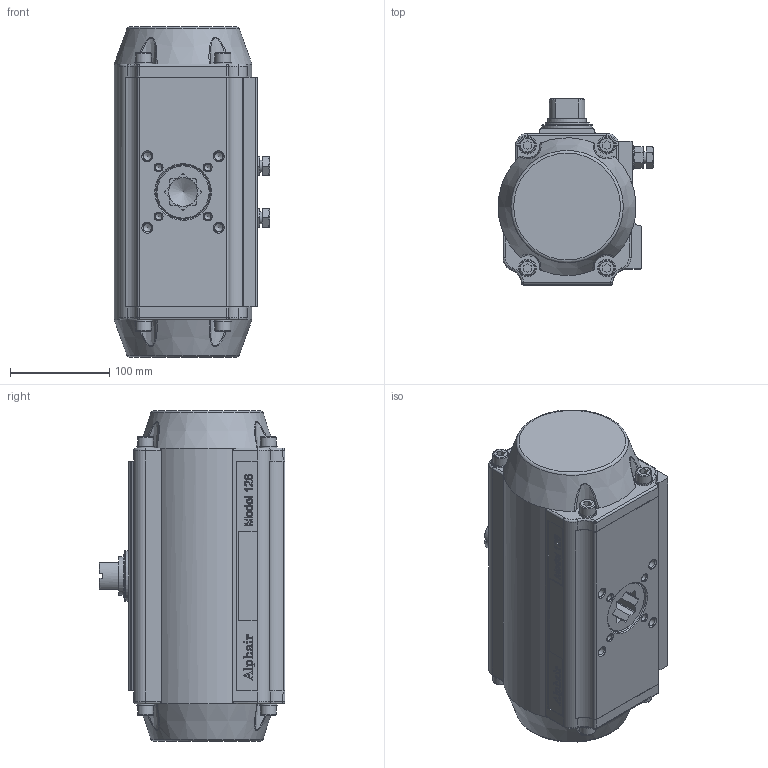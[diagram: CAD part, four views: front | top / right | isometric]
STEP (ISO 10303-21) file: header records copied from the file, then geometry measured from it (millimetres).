
FILE_DESCRIPTION (( 'STEP AP214' ), '1' );
FILE_NAME ('PA-RE126 heco.STEP', '2013-07-16T06:26:49', ( 'test' ), ( '' ), 'SwSTEP 2.0', 'SolidWorks 2011', '' );
FILE_SCHEMA (( 'AUTOMOTIVE_DESIGN' ));
Length unit declared in the file: millimetre
Products named in the file (1): PA-RE126 heco
Bounding box: 157 x 187.65 x 333 mm (x, y, z)
Volume: 3434322.2 mm3; surface area: 391038.7 mm2
Topology: 1 solids, 19 shells, 883 faces, 2300 edges, 1521 vertices
Faces by surface type: plane 408, bspline 180, cylinder 144, cone 117, torus 28, sphere 6
Full cylindrical faces by diameter (mm): 1.5 x2, 4.2 x8, 5 x1, 6 x2, 6.8 x4, 7 x1, 8.5 x12, 10 x8, 10.5 x8, 12 x6, 12.2 x2, 16 x8, 18 x10, 24 x2, 25 x2, 36.5 x1, 37.5 x1, 38.7 x2, 39 x1, 39.1 x1, 39.2 x1, 43.5 x1, 50.5 x1, 51 x1, 52.8 x1, 54.7 x1, 55.1 x1, 123.8 x2, 125.1 x1
Entity records: 51916 total; most frequent: CARTESIAN_POINT 23588, ORIENTED_EDGE 4090, DIRECTION 2925, EDGE_CURVE 2045, VERTEX_POINT 1450, EDGE_LOOP 1157, AXIS2_PLACEMENT_3D 1019, FACE_OUTER_BOUND 985
